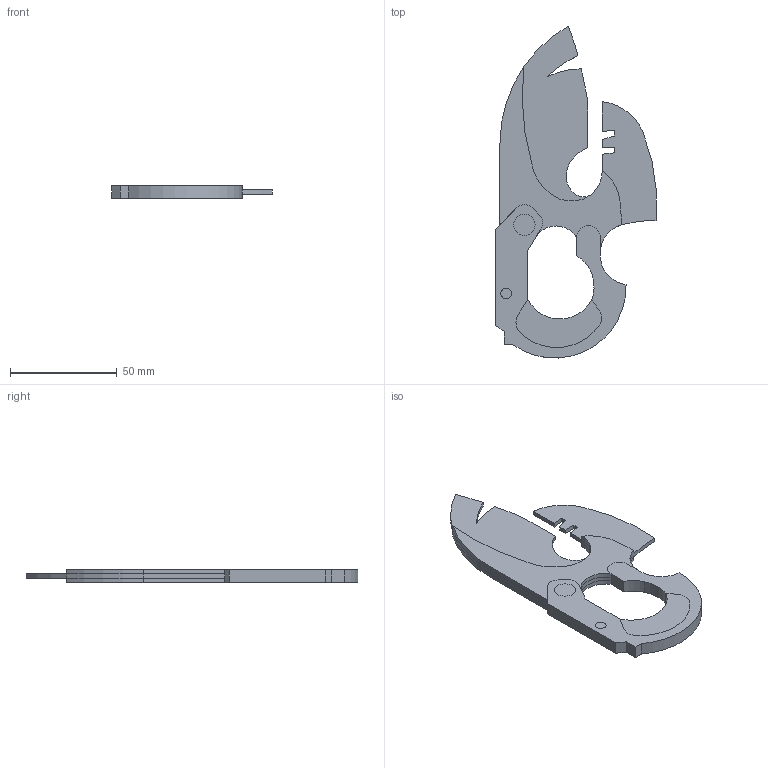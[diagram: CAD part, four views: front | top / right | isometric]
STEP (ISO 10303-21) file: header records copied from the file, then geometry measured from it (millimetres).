
FILE_DESCRIPTION(/* description */ ('','CAx-IF Rec.Pracs.---Representation and Presentation of Product Manufacturing Information (PMI)---4.0---2014-10-13'),/* implementation_level */ '2;1');
FILE_NAME(/* name */ '',/* time_stamp */ '2025-03-13T11:35:20+09:00',/* author */ (''),/* organization */ (''),/* preprocessor_version */ 'ST-DEVELOPER v20',/* originating_system */ 'Autodesk Translation Framework v13.20.0.188',/* authorisation */ '');
FILE_SCHEMA (('AP242_MANAGED_MODEL_BASED_3D_ENGINEERING_MIM_LF { 1 0 10303 442 1 1 4 }'));
Length unit declared in the file: millimetre
Products named in the file (1): zye-nn
Bounding box: 75.15 x 155.29 x 6 mm (x, y, z)
Volume: 27138.5 mm3; surface area: 23991.1 mm2
Topology: 7 solids, 7 shells, 116 faces, 306 edges, 204 vertices
Faces by surface type: cylinder 65, plane 51
Full cylindrical faces by diameter (mm): 5 x2, 10 x2
Entity records: 3707 total; most frequent: DIRECTION 670, CARTESIAN_POINT 627, ORIENTED_EDGE 612, EDGE_CURVE 306, AXIS2_PLACEMENT_3D 247, VERTEX_POINT 204, LINE 176, VECTOR 176
